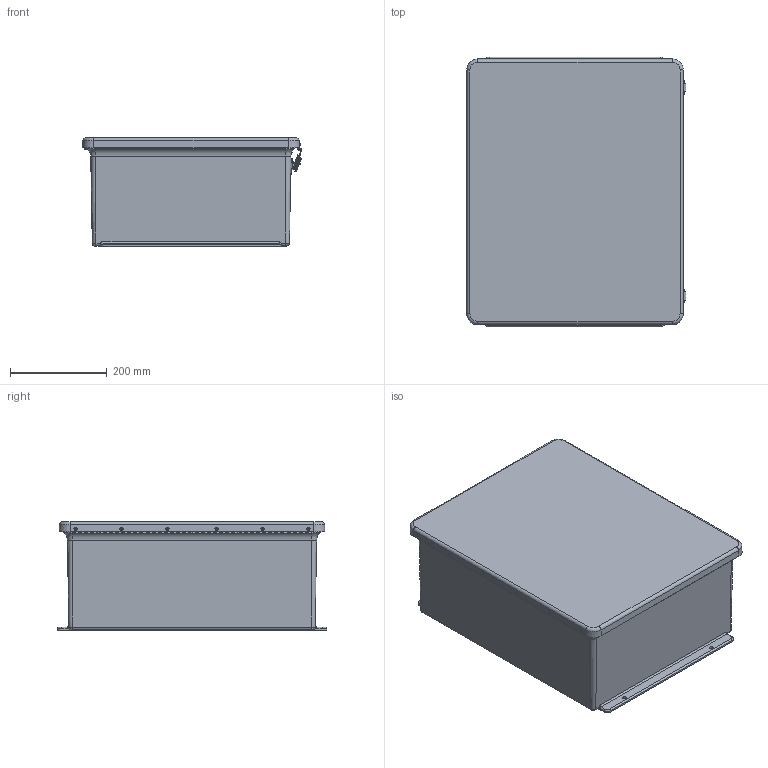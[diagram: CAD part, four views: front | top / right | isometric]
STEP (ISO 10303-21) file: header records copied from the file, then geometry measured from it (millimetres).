
FILE_DESCRIPTION(/* description */ (''),/* implementation_level */ '2;1');
FILE_NAME(/* name */ 'HW-J2016CHTL.stp',/* time_stamp */ '2016-08-22T10:37:06-05:00',/* author */ ('lieb_t'),/* organization */ (''),/* preprocessor_version */ 'ST-DEVELOPER v16.5',/* originating_system */ 'Autodesk Inventor 2017',/* authorisation */ '');
FILE_SCHEMA (('CONFIG_CONTROL_DESIGN'));
Length unit declared in the file: inch
Products named in the file (27): HW-J2016CHTL; J2016BHL; J2016HL_1; RMINS45821P_15; RMINS45821P_16; RMINS45821P_17; RMINS45821P_18; J2016HLCVR; GASKET_2016; RMHING19; RMHINGCOV19; RMHINGBOX19; RMHINGPIN19; RMLATJLL150; RMLATJLL150_1; SW3dPS-K3-2347-52_K3_Rivet; SW3dPS-K3-2347-52_K3-2347-07_K3_Slide_No.3_Link_Lock_clf; SW3dPS-K3-2347-52_k3_anchor_plate_clf; SW3dPS-K3-2347-52_k3_Link_Lock_Housing; SW3dPS-K3-2347-52_k3_upper_cam_clf1; SW3dPS-K3-2347-52_k3_wing_clf1; SW3dPS-K3-2347-52_K3_Rivet_Anchor_Plate; SW3dPS-K3-2347-52_k3_cam_lower_clf; SW3dPS-K3-2347-52_k3_cap_spring_clf; RMRIV44; RMKEEPJLL150WT; RMRIV43
Assembly tree (54 placements, depth 3):
  HW-J2016CHTL
    J2016BHL
      J2016HL_1
      RMINS45821P_15
      RMINS45821P_16
      RMINS45821P_17
      RMINS45821P_18
    J2016HLCVR
    GASKET_2016
    RMHING19
      RMHINGCOV19
      RMHINGBOX19
      RMHINGPIN19
    RMRIV43  x16
    RMLATJLL150
      SW3dPS-K3-2347-52_K3_Rivet
      SW3dPS-K3-2347-52_K3-2347-07_K3_Slide_No.3_Link_Lock_clf
      SW3dPS-K3-2347-52_k3_anchor_plate_clf
      SW3dPS-K3-2347-52_k3_Link_Lock_Housing
      SW3dPS-K3-2347-52_k3_upper_cam_clf1
      SW3dPS-K3-2347-52_k3_wing_clf1
      SW3dPS-K3-2347-52_K3_Rivet_Anchor_Plate
      SW3dPS-K3-2347-52_k3_cam_lower_clf
      SW3dPS-K3-2347-52_k3_cap_spring_clf
      RMRIV44  x2
    RMLATJLL150_1
      SW3dPS-K3-2347-52_K3_Rivet
      SW3dPS-K3-2347-52_K3-2347-07_K3_Slide_No.3_Link_Lock_clf
      SW3dPS-K3-2347-52_k3_anchor_plate_clf
      SW3dPS-K3-2347-52_k3_Link_Lock_Housing
      SW3dPS-K3-2347-52_k3_upper_cam_clf1
      SW3dPS-K3-2347-52_k3_wing_clf1
      SW3dPS-K3-2347-52_K3_Rivet_Anchor_Plate
      SW3dPS-K3-2347-52_k3_cam_lower_clf
      SW3dPS-K3-2347-52_k3_cap_spring_clf
      RMRIV44  x2
    RMKEEPJLL150WT  x2
Bounding box: 454.77 x 558.8 x 224.26 mm (x, y, z)
Volume: 4647864 mm3; surface area: 1916739.4 mm2
Topology: 50 solids, 50 shells, 1197 faces, 3011 edges, 1967 vertices
Faces by surface type: plane 571, cylinder 497, torus 54, cone 49, bspline 20, sphere 6
Full cylindrical faces by diameter (mm): 1.702 x2, 2.159 x79, 2.21 x2, 2.489 x4, 2.64 x4, 2.794 x2, 3.175 x22, 3.302 x4, 3.327 x12, 3.378 x4, 3.429 x2, 3.556 x22, 3.861 x5, 3.962 x7, 4.572 x2, 4.75 x4, 4.8 x2, 4.851 x4, 5.41 x2, 5.537 x4, 6.35 x18, 6.858 x4, 7.264 x2, 13.335 x2, 13.589 x2, 15.494 x2, 16.764 x2
Entity records: 29345 total; most frequent: CARTESIAN_POINT 5811, DIRECTION 4909, ORIENTED_EDGE 4326, EDGE_CURVE 2163, AXIS2_PLACEMENT_3D 1824, VERTEX_POINT 1514, EDGE_LOOP 1353, LINE 1261
